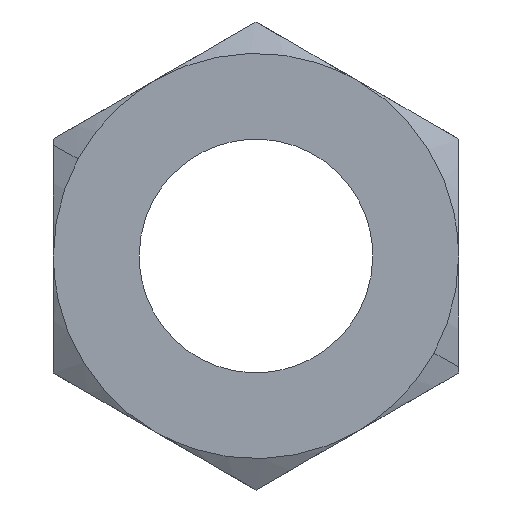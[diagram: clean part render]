
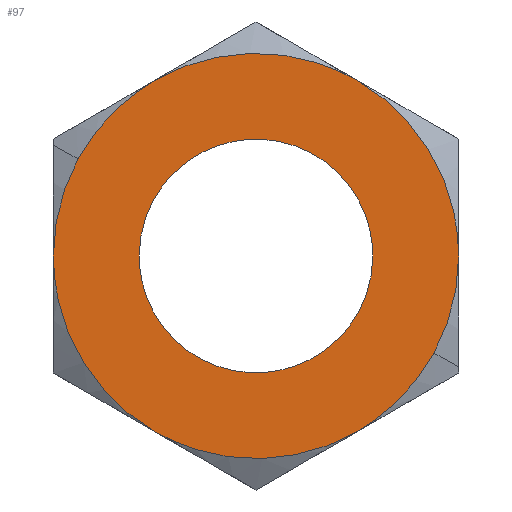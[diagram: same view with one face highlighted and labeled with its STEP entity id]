
A CAD part, left-side view. The second image highlights one B-rep face of the part: STEP entity #97.
In plain terms, the highlighted free-form (B-spline) face has degree [1, 1] with [2, 2] control points.
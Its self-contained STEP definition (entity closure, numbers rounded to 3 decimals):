
#22 = VERTEX_POINT('',#23);
#23 = CARTESIAN_POINT('',(0.,-10.999,0.));
#30 = EDGE_CURVE('',#22,#31,#33,.T.);
#31 = VERTEX_POINT('',#32);
#32 = CARTESIAN_POINT('',(0.,10.999,0.));
#33 = ( BOUNDED_CURVE() B_SPLINE_CURVE(2,(#34,#35,#36,#37,#38),
.UNSPECIFIED.,.F.,.F.) B_SPLINE_CURVE_WITH_KNOTS((3,2,3),(1.571
,3.142,4.712),.PIECEWISE_BEZIER_KNOTS.) CURVE() 
GEOMETRIC_REPRESENTATION_ITEM() RATIONAL_B_SPLINE_CURVE((1.,
0.707,1.,0.707,1.)) REPRESENTATION_ITEM('') );
#34 = CARTESIAN_POINT('',(0.,-10.999,0.));
#35 = CARTESIAN_POINT('',(0.,-10.999,-10.999));
#36 = CARTESIAN_POINT('',(0.,0.,-10.999));
#37 = CARTESIAN_POINT('',(0.,10.999,-10.999));
#38 = CARTESIAN_POINT('',(0.,10.999,0.));
#70 = EDGE_CURVE('',#31,#22,#71,.T.);
#71 = ( BOUNDED_CURVE() B_SPLINE_CURVE(2,(#72,#73,#74,#75,#76),
.UNSPECIFIED.,.F.,.F.) B_SPLINE_CURVE_WITH_KNOTS((3,2,3),(4.712
,6.283,7.854),.PIECEWISE_BEZIER_KNOTS.) CURVE() 
GEOMETRIC_REPRESENTATION_ITEM() RATIONAL_B_SPLINE_CURVE((1.,
0.707,1.,0.707,1.)) REPRESENTATION_ITEM('') );
#72 = CARTESIAN_POINT('',(0.,10.999,0.));
#73 = CARTESIAN_POINT('',(0.,10.999,10.999));
#74 = CARTESIAN_POINT('',(0.,0.,10.999));
#75 = CARTESIAN_POINT('',(0.,-10.999,10.999));
#76 = CARTESIAN_POINT('',(0.,-10.999,0.));
#97 = ADVANCED_FACE('',(#98,#164),#168,.F.);
#98 = FACE_BOUND('',#99,.T.);
#99 = EDGE_LOOP('',(#100,#110,#118,#126,#134,#142,#150,#158));
#100 = ORIENTED_EDGE('',*,*,#101,.F.);
#101 = EDGE_CURVE('',#102,#104,#106,.T.);
#102 = VERTEX_POINT('',#103);
#103 = CARTESIAN_POINT('',(0.,16.745,
    9.148));
#104 = VERTEX_POINT('',#105);
#105 = CARTESIAN_POINT('',(0.,9.54,
    16.524));
#106 = ( BOUNDED_CURVE() B_SPLINE_CURVE(2,(#107,#108,#109),
.UNSPECIFIED.,.F.,.F.) B_SPLINE_CURVE_WITH_KNOTS((3,3),(5.212,
5.76),.PIECEWISE_BEZIER_KNOTS.) CURVE() 
GEOMETRIC_REPRESENTATION_ITEM() RATIONAL_B_SPLINE_CURVE((1.,
0.963,1.)) REPRESENTATION_ITEM('') );
#107 = CARTESIAN_POINT('',(0.,16.745,9.148));
#108 = CARTESIAN_POINT('',(0.,14.178,13.847));
#109 = CARTESIAN_POINT('',(0.,9.54,16.524));
#110 = ORIENTED_EDGE('',*,*,#111,.F.);
#111 = EDGE_CURVE('',#112,#102,#114,.T.);
#112 = VERTEX_POINT('',#113);
#113 = CARTESIAN_POINT('',(0.,19.081,
    0.));
#114 = ( BOUNDED_CURVE() B_SPLINE_CURVE(2,(#115,#116,#117),
.UNSPECIFIED.,.F.,.F.) B_SPLINE_CURVE_WITH_KNOTS((3,3),(4.712,
5.212),.PIECEWISE_BEZIER_KNOTS.) CURVE() 
GEOMETRIC_REPRESENTATION_ITEM() RATIONAL_B_SPLINE_CURVE((1.,
0.969,1.)) REPRESENTATION_ITEM('') );
#115 = CARTESIAN_POINT('',(0.,19.081,0.));
#116 = CARTESIAN_POINT('',(0.,19.081,4.872));
#117 = CARTESIAN_POINT('',(0.,16.745,9.148));
#118 = ORIENTED_EDGE('',*,*,#119,.F.);
#119 = EDGE_CURVE('',#120,#112,#122,.T.);
#120 = VERTEX_POINT('',#121);
#121 = CARTESIAN_POINT('',(0.,9.54,
    -16.524));
#122 = ( BOUNDED_CURVE() B_SPLINE_CURVE(2,(#123,#124,#125),
.UNSPECIFIED.,.F.,.F.) B_SPLINE_CURVE_WITH_KNOTS((3,3),(3.665,
4.712),.PIECEWISE_BEZIER_KNOTS.) CURVE() 
GEOMETRIC_REPRESENTATION_ITEM() RATIONAL_B_SPLINE_CURVE((1.,
0.866,1.)) REPRESENTATION_ITEM('') );
#123 = CARTESIAN_POINT('',(0.,9.54,-16.524));
#124 = CARTESIAN_POINT('',(0.,19.081,-11.016));
#125 = CARTESIAN_POINT('',(0.,19.081,0.));
#126 = ORIENTED_EDGE('',*,*,#127,.F.);
#127 = EDGE_CURVE('',#128,#120,#130,.T.);
#128 = VERTEX_POINT('',#129);
#129 = CARTESIAN_POINT('',(0.,-9.54,
    -16.524));
#130 = ( BOUNDED_CURVE() B_SPLINE_CURVE(2,(#131,#132,#133),
.UNSPECIFIED.,.F.,.F.) B_SPLINE_CURVE_WITH_KNOTS((3,3),(2.618,
3.665),.PIECEWISE_BEZIER_KNOTS.) CURVE() 
GEOMETRIC_REPRESENTATION_ITEM() RATIONAL_B_SPLINE_CURVE((1.,
0.866,1.)) REPRESENTATION_ITEM('') );
#131 = CARTESIAN_POINT('',(0.,-9.54,-16.524));
#132 = CARTESIAN_POINT('',(0.,0.,-22.033));
#133 = CARTESIAN_POINT('',(0.,9.54,-16.524));
#134 = ORIENTED_EDGE('',*,*,#135,.F.);
#135 = EDGE_CURVE('',#136,#128,#138,.T.);
#136 = VERTEX_POINT('',#137);
#137 = CARTESIAN_POINT('',(0.,-16.745,
    -9.148));
#138 = ( BOUNDED_CURVE() B_SPLINE_CURVE(2,(#139,#140,#141),
.UNSPECIFIED.,.F.,.F.) B_SPLINE_CURVE_WITH_KNOTS((3,3),(2.071,
2.618),.PIECEWISE_BEZIER_KNOTS.) CURVE() 
GEOMETRIC_REPRESENTATION_ITEM() RATIONAL_B_SPLINE_CURVE((1.,
0.963,1.)) REPRESENTATION_ITEM('') );
#139 = CARTESIAN_POINT('',(0.,-16.745,-9.148));
#140 = CARTESIAN_POINT('',(0.,-14.178,-13.847));
#141 = CARTESIAN_POINT('',(0.,-9.54,-16.524));
#142 = ORIENTED_EDGE('',*,*,#143,.F.);
#143 = EDGE_CURVE('',#144,#136,#146,.T.);
#144 = VERTEX_POINT('',#145);
#145 = CARTESIAN_POINT('',(0.,-19.081,
    0.));
#146 = ( BOUNDED_CURVE() B_SPLINE_CURVE(2,(#147,#148,#149),
.UNSPECIFIED.,.F.,.F.) B_SPLINE_CURVE_WITH_KNOTS((3,3),(1.571,
2.071),.PIECEWISE_BEZIER_KNOTS.) CURVE() 
GEOMETRIC_REPRESENTATION_ITEM() RATIONAL_B_SPLINE_CURVE((1.,
0.969,1.)) REPRESENTATION_ITEM('') );
#147 = CARTESIAN_POINT('',(0.,-19.081,0.));
#148 = CARTESIAN_POINT('',(0.,-19.081,-4.872));
#149 = CARTESIAN_POINT('',(0.,-16.745,-9.148));
#150 = ORIENTED_EDGE('',*,*,#151,.F.);
#151 = EDGE_CURVE('',#152,#144,#154,.T.);
#152 = VERTEX_POINT('',#153);
#153 = CARTESIAN_POINT('',(0.,-9.54,
    16.524));
#154 = ( BOUNDED_CURVE() B_SPLINE_CURVE(2,(#155,#156,#157),
.UNSPECIFIED.,.F.,.F.) B_SPLINE_CURVE_WITH_KNOTS((3,3),(0.524,
1.571),.PIECEWISE_BEZIER_KNOTS.) CURVE() 
GEOMETRIC_REPRESENTATION_ITEM() RATIONAL_B_SPLINE_CURVE((1.,
0.866,1.)) REPRESENTATION_ITEM('') );
#155 = CARTESIAN_POINT('',(0.,-9.54,16.524));
#156 = CARTESIAN_POINT('',(0.,-19.081,11.016));
#157 = CARTESIAN_POINT('',(0.,-19.081,0.));
#158 = ORIENTED_EDGE('',*,*,#159,.F.);
#159 = EDGE_CURVE('',#104,#152,#160,.T.);
#160 = ( BOUNDED_CURVE() B_SPLINE_CURVE(2,(#161,#162,#163),
.UNSPECIFIED.,.F.,.F.) B_SPLINE_CURVE_WITH_KNOTS((3,3),(5.76,
6.807),.PIECEWISE_BEZIER_KNOTS.) CURVE() 
GEOMETRIC_REPRESENTATION_ITEM() RATIONAL_B_SPLINE_CURVE((1.,
0.866,1.)) REPRESENTATION_ITEM('') );
#161 = CARTESIAN_POINT('',(0.,9.54,16.524));
#162 = CARTESIAN_POINT('',(0.,0.,22.033));
#163 = CARTESIAN_POINT('',(0.,-9.54,16.524));
#164 = FACE_BOUND('',#165,.T.);
#165 = EDGE_LOOP('',(#166,#167));
#166 = ORIENTED_EDGE('',*,*,#30,.T.);
#167 = ORIENTED_EDGE('',*,*,#70,.T.);
#168 = B_SPLINE_SURFACE_WITH_KNOTS('',1,1,(
    (#169,#170)
    ,(#171,#172
    )),.UNSPECIFIED.,.F.,.F.,.F.,(2,2),(2,2),(-18.,18.),(-18.,18.),
  .PIECEWISE_BEZIER_KNOTS.);
#169 = CARTESIAN_POINT('',(0.,-19.081,-19.081));
#170 = CARTESIAN_POINT('',(0.,-19.081,19.081));
#171 = CARTESIAN_POINT('',(0.,19.081,-19.081));
#172 = CARTESIAN_POINT('',(0.,19.081,19.081));
